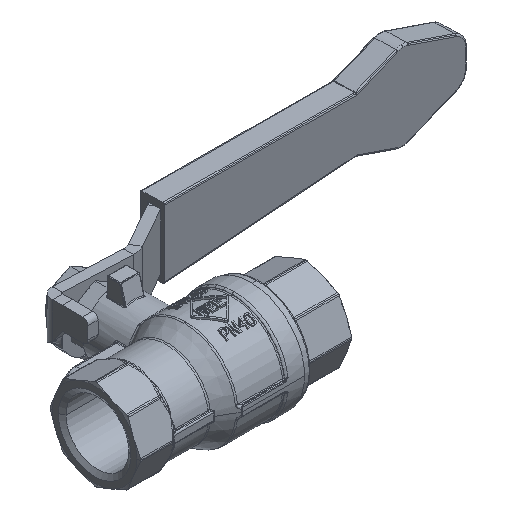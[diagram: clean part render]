
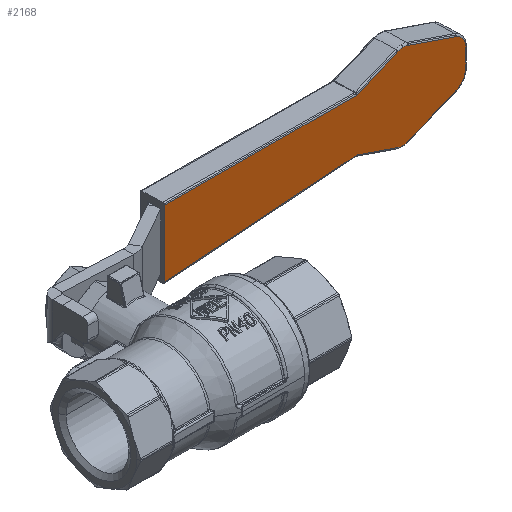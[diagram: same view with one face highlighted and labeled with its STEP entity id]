
A CAD part, isometric view. The second image highlights one B-rep face of the part: STEP entity #2168.
In plain terms, the highlighted planar face has unit normal (0.035, -0.999, 0).
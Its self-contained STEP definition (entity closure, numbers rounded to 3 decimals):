
#2168=ADVANCED_FACE('',(#5927),#5928,.F.);
#5927=FACE_OUTER_BOUND('',#12292,.T.);
#5928=PLANE('',#12293);
#12292=EDGE_LOOP('',(#48066,#48067,#48068,#48069,#48070,#48071,#48072,#48073,#48074,#48075,#48076,#48077,#48078,#48079,#48080,#48081,#48082,#48083));
#12293=AXIS2_PLACEMENT_3D('',#48084,#48085,#48086);
#48066=ORIENTED_EDGE('',*,*,#61561,.F.);
#48067=ORIENTED_EDGE('',*,*,#61854,.F.);
#48068=ORIENTED_EDGE('',*,*,#61649,.F.);
#48069=ORIENTED_EDGE('',*,*,#61533,.F.);
#48070=ORIENTED_EDGE('',*,*,#61855,.F.);
#48071=ORIENTED_EDGE('',*,*,#61595,.F.);
#48072=ORIENTED_EDGE('',*,*,#61589,.F.);
#48073=ORIENTED_EDGE('',*,*,#61856,.F.);
#48074=ORIENTED_EDGE('',*,*,#61585,.F.);
#48075=ORIENTED_EDGE('',*,*,#61857,.F.);
#48076=ORIENTED_EDGE('',*,*,#61580,.F.);
#48077=ORIENTED_EDGE('',*,*,#61858,.F.);
#48078=ORIENTED_EDGE('',*,*,#61575,.F.);
#48079=ORIENTED_EDGE('',*,*,#61859,.F.);
#48080=ORIENTED_EDGE('',*,*,#61571,.F.);
#48081=ORIENTED_EDGE('',*,*,#61565,.F.);
#48082=ORIENTED_EDGE('',*,*,#61860,.F.);
#48083=ORIENTED_EDGE('',*,*,#61557,.F.);
#48084=CARTESIAN_POINT('',(57.814,40.299,-0.152));
#48085=DIRECTION('',(-0.035,0.999,0.));
#48086=DIRECTION('',(0.,0.0,1.0));
#61533=EDGE_CURVE('',#68396,#68399,#68400,.T.);
#61557=EDGE_CURVE('',#68440,#68434,#68442,.T.);
#61561=EDGE_CURVE('',#68446,#68440,#68448,.T.);
#61565=EDGE_CURVE('',#68453,#68455,#68456,.T.);
#61571=EDGE_CURVE('',#68455,#68460,#68465,.T.);
#61575=EDGE_CURVE('',#68470,#68472,#68473,.T.);
#61580=EDGE_CURVE('',#68479,#68481,#68482,.T.);
#61585=EDGE_CURVE('',#68488,#68490,#68491,.T.);
#61589=EDGE_CURVE('',#68494,#68497,#68498,.T.);
#61595=EDGE_CURVE('',#68497,#68507,#68508,.T.);
#61649=EDGE_CURVE('',#68399,#68598,#68599,.T.);
#61854=EDGE_CURVE('',#68598,#68446,#68898,.T.);
#61855=EDGE_CURVE('',#68507,#68396,#68899,.T.);
#61856=EDGE_CURVE('',#68490,#68494,#68900,.T.);
#61857=EDGE_CURVE('',#68481,#68488,#68901,.T.);
#61858=EDGE_CURVE('',#68472,#68479,#68902,.T.);
#61859=EDGE_CURVE('',#68460,#68470,#68903,.T.);
#61860=EDGE_CURVE('',#68434,#68453,#68904,.T.);
#68396=VERTEX_POINT('',#78471);
#68399=VERTEX_POINT('',#78474);
#68400=CIRCLE('',#78475,1.);
#68434=VERTEX_POINT('',#78513);
#68440=VERTEX_POINT('',#78519);
#68442=CIRCLE('',#78521,1.);
#68446=VERTEX_POINT('',#78526);
#68448=LINE('',#78528,#78529);
#68453=VERTEX_POINT('',#78535);
#68455=VERTEX_POINT('',#78537);
#68456=LINE('',#78538,#78539);
#68460=VERTEX_POINT('',#78543);
#68465=CIRCLE('',#78548,4.5);
#68470=VERTEX_POINT('',#78554);
#68472=VERTEX_POINT('',#78556);
#68473=LINE('',#78557,#78558);
#68479=VERTEX_POINT('',#78565);
#68481=VERTEX_POINT('',#78567);
#68482=LINE('',#78568,#78569);
#68488=VERTEX_POINT('',#78576);
#68490=VERTEX_POINT('',#78578);
#68491=LINE('',#78579,#78580);
#68494=VERTEX_POINT('',#78583);
#68497=VERTEX_POINT('',#78586);
#68498=CIRCLE('',#78587,4.5);
#68507=VERTEX_POINT('',#78597);
#68508=LINE('',#78598,#78599);
#68598=VERTEX_POINT('',#78704);
#68599=LINE('',#78705,#78706);
#68898=LINE('',#79418,#79419);
#68899=CIRCLE('',#79420,1.);
#68900=CIRCLE('',#79421,4.5);
#68901=CIRCLE('',#79422,4.5);
#68902=CIRCLE('',#79423,4.5);
#68903=CIRCLE('',#79424,4.5);
#68904=CIRCLE('',#79425,1.);
#78471=CARTESIAN_POINT('',(71.767,40.786,-7.874));
#78474=CARTESIAN_POINT('',(71.732,40.785,-7.875));
#78475=AXIS2_PLACEMENT_3D('',#111029,#111030,#111031);
#78513=CARTESIAN_POINT('',(71.814,40.788,7.498));
#78519=CARTESIAN_POINT('',(71.775,40.787,7.499));
#78521=AXIS2_PLACEMENT_3D('',#111081,#111082,#111083);
#78526=CARTESIAN_POINT('',(12.943,38.732,9.785));
#78528=CARTESIAN_POINT('',(65.002,40.55,7.762));
#78529=VECTOR('',#111088,58.912);
#78535=CARTESIAN_POINT('',(72.156,40.8,7.559));
#78537=CARTESIAN_POINT('',(84.609,41.235,12.094));
#78538=CARTESIAN_POINT('',(70.812,40.753,7.069));
#78539=VECTOR('',#111093,13.261);
#78543=CARTESIAN_POINT('',(86.148,41.289,12.365));
#78548=AXIS2_PLACEMENT_3D('',#111106,#111107,#111108);
#78554=CARTESIAN_POINT('',(87.686,41.342,12.094));
#78556=CARTESIAN_POINT('',(102.428,41.857,6.725));
#78557=CARTESIAN_POINT('',(83.835,41.208,13.497));
#78558=VECTOR('',#111113,15.697);
#78565=CARTESIAN_POINT('',(105.387,41.961,2.497));
#78567=CARTESIAN_POINT('',(105.387,41.961,-2.89));
#78568=CARTESIAN_POINT('',(105.387,41.961,-0.169));
#78569=VECTOR('',#111121,5.386);
#78576=CARTESIAN_POINT('',(102.428,41.857,-7.118));
#78578=CARTESIAN_POINT('',(87.686,41.342,-12.487));
#78579=CARTESIAN_POINT('',(76.478,40.951,-16.569));
#78580=VECTOR('',#111129,15.697);
#78583=CARTESIAN_POINT('',(86.148,41.289,-12.759));
#78586=CARTESIAN_POINT('',(84.609,41.235,-12.487));
#78587=AXIS2_PLACEMENT_3D('',#111136,#111137,#111138);
#78597=CARTESIAN_POINT('',(72.108,40.798,-7.934));
#78598=CARTESIAN_POINT('',(64.502,40.533,-5.164));
#78599=VECTOR('',#111149,13.311);
#78704=CARTESIAN_POINT('',(12.943,38.732,-9.945));
#78705=CARTESIAN_POINT('',(35.514,39.521,-9.15));
#78706=VECTOR('',#111246,58.861);
#79418=CARTESIAN_POINT('',(12.943,38.732,-10.445));
#79419=VECTOR('',#111449,19.73);
#79420=AXIS2_PLACEMENT_3D('',#111450,#111451,#111452);
#79421=AXIS2_PLACEMENT_3D('',#111453,#111454,#111455);
#79422=AXIS2_PLACEMENT_3D('',#111456,#111457,#111458);
#79423=AXIS2_PLACEMENT_3D('',#111459,#111460,#111461);
#79424=AXIS2_PLACEMENT_3D('',#111462,#111463,#111464);
#79425=AXIS2_PLACEMENT_3D('',#111465,#111466,#111467);
#111029=CARTESIAN_POINT('',(71.767,40.786,-8.874));
#111030=DIRECTION('',(0.035,-0.999,0.));
#111031=DIRECTION('',(0.156,0.005,0.988));
#111081=CARTESIAN_POINT('',(71.814,40.788,8.498));
#111082=DIRECTION('',(0.035,-0.999,0.));
#111083=DIRECTION('',(0.154,0.005,-0.988));
#111088=DIRECTION('',(0.999,0.035,-0.039));
#111093=DIRECTION('',(0.939,0.033,0.342));
#111106=CARTESIAN_POINT('',(86.148,41.289,7.865));
#111107=DIRECTION('',(-0.035,0.999,0.));
#111108=DIRECTION('',(0.,0.,1.0));
#111113=DIRECTION('',(0.939,0.033,-0.342));
#111121=DIRECTION('',(0.,0.,-1.0));
#111129=DIRECTION('',(-0.939,-0.033,-0.342));
#111136=CARTESIAN_POINT('',(86.148,41.289,-8.259));
#111137=DIRECTION('',(-0.035,0.999,0.));
#111138=DIRECTION('',(0.,0.,-1.0));
#111149=DIRECTION('',(-0.939,-0.033,0.342));
#111246=DIRECTION('',(-0.999,-0.035,-0.035));
#111449=DIRECTION('',(0.,0.,1.0));
#111450=CARTESIAN_POINT('',(71.767,40.786,-8.874));
#111451=DIRECTION('',(0.035,-0.999,0.));
#111452=DIRECTION('',(0.156,0.005,0.988));
#111453=CARTESIAN_POINT('',(86.148,41.289,-8.259));
#111454=DIRECTION('',(-0.035,0.999,0.));
#111455=DIRECTION('',(0.,0.,-1.0));
#111456=CARTESIAN_POINT('',(100.889,41.803,-2.89));
#111457=DIRECTION('',(-0.035,0.999,0.));
#111458=DIRECTION('',(0.819,0.029,-0.574));
#111459=CARTESIAN_POINT('',(100.889,41.803,2.497));
#111460=DIRECTION('',(-0.035,0.999,0.));
#111461=DIRECTION('',(0.819,0.029,0.574));
#111462=CARTESIAN_POINT('',(86.148,41.289,7.865));
#111463=DIRECTION('',(-0.035,0.999,0.));
#111464=DIRECTION('',(0.,0.,1.0));
#111465=CARTESIAN_POINT('',(71.814,40.788,8.498));
#111466=DIRECTION('',(0.035,-0.999,0.));
#111467=DIRECTION('',(0.154,0.005,-0.988));
